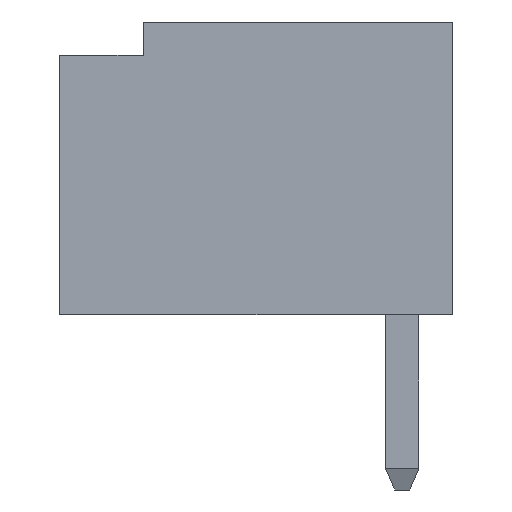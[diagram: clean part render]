
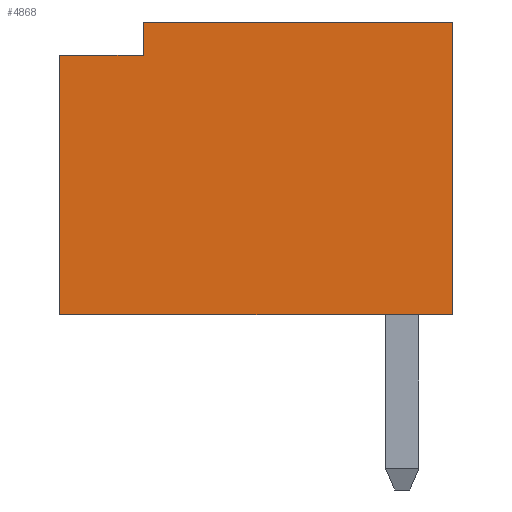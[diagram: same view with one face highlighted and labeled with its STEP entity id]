
A CAD part, left-side view. The second image highlights one B-rep face of the part: STEP entity #4868.
In plain terms, the highlighted planar face has unit normal (-1, 0, 0).
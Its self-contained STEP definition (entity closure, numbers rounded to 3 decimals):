
#5=DIRECTION('',(0.,0.,1.));
#6=VECTOR('',#5,3.5);
#7=CARTESIAN_POINT('',(-5.25,0.,-1.75));
#8=LINE('',#7,#6);
#57=DIRECTION('',(0.,1.,0.));
#58=VECTOR('',#57,3.7);
#59=CARTESIAN_POINT('',(-5.25,0.,1.75));
#60=LINE('',#59,#58);
#737=DIRECTION('',(0.,0.,1.));
#738=VECTOR('',#737,3.1);
#739=CARTESIAN_POINT('',(-5.25,4.7,-1.75));
#740=LINE('',#739,#738);
#865=DIRECTION('',(0.,-1.,0.));
#866=VECTOR('',#865,1.);
#867=CARTESIAN_POINT('',(-5.25,4.7,1.35));
#868=LINE('',#867,#866);
#869=DIRECTION('',(0.,0.,-1.));
#870=VECTOR('',#869,0.4);
#871=CARTESIAN_POINT('',(-5.25,3.7,1.75));
#872=LINE('',#871,#870);
#873=DIRECTION('',(0.,1.,0.));
#874=VECTOR('',#873,4.7);
#875=CARTESIAN_POINT('',(-5.25,0.,-1.75));
#876=LINE('',#875,#874);
#3003=CARTESIAN_POINT('',(-5.25,0.,-1.75));
#3004=CARTESIAN_POINT('',(-5.25,0.,1.75));
#3005=VERTEX_POINT('',#3003);
#3006=VERTEX_POINT('',#3004);
#3025=CARTESIAN_POINT('',(-5.25,4.7,-1.75));
#3026=VERTEX_POINT('',#3025);
#3051=CARTESIAN_POINT('',(-5.25,4.7,1.35));
#3052=CARTESIAN_POINT('',(-5.25,3.7,1.35));
#3053=VERTEX_POINT('',#3051);
#3054=VERTEX_POINT('',#3052);
#3055=CARTESIAN_POINT('',(-5.25,3.7,1.75));
#3056=VERTEX_POINT('',#3055);
#4853=CARTESIAN_POINT('',(-5.25,0.,-1.75));
#4854=DIRECTION('',(-1.,0.,0.));
#4855=DIRECTION('',(0.,0.,1.));
#4856=AXIS2_PLACEMENT_3D('',#4853,#4854,#4855);
#4857=PLANE('',#4856);
#4859=ORIENTED_EDGE('',*,*,#4858,.T.);
#4860=ORIENTED_EDGE('',*,*,#4842,.F.);
#4861=ORIENTED_EDGE('',*,*,#4001,.F.);
#4862=ORIENTED_EDGE('',*,*,#3944,.F.);
#4864=ORIENTED_EDGE('',*,*,#4863,.T.);
#4865=ORIENTED_EDGE('',*,*,#4704,.T.);
#4866=EDGE_LOOP('',(#4859,#4860,#4861,#4862,#4864,#4865));
#4867=FACE_OUTER_BOUND('',#4866,.F.);
#3944=EDGE_CURVE('',#3005,#3006,#8,.T.);
#4001=EDGE_CURVE('',#3006,#3056,#60,.T.);
#4704=EDGE_CURVE('',#3026,#3053,#740,.T.);
#4842=EDGE_CURVE('',#3056,#3054,#872,.T.);
#4858=EDGE_CURVE('',#3053,#3054,#868,.T.);
#4863=EDGE_CURVE('',#3005,#3026,#876,.T.);
#4868=ADVANCED_FACE('',(#4867),#4857,.T.);
